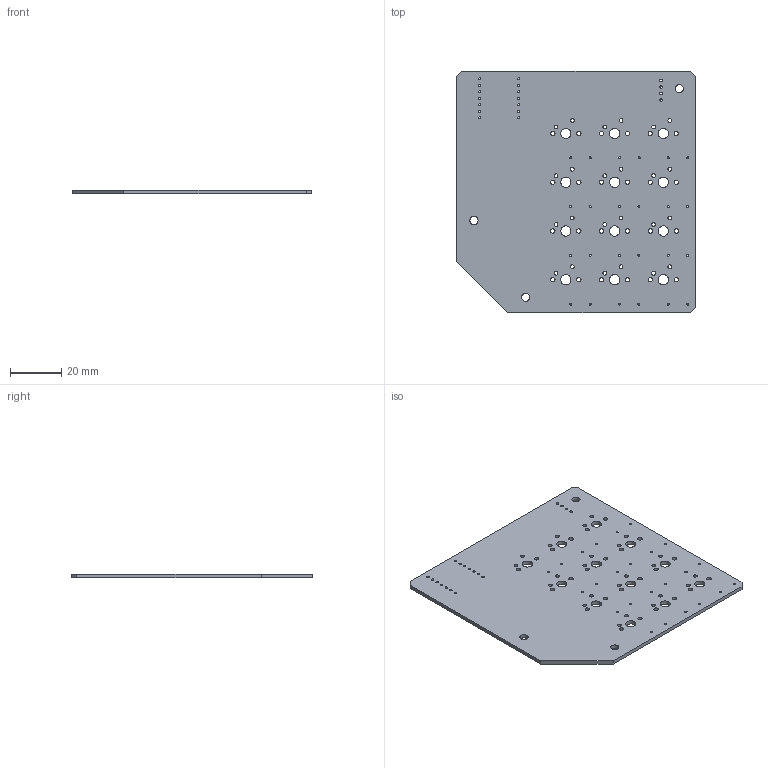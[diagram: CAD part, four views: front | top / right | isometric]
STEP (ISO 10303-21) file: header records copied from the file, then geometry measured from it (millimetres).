
FILE_DESCRIPTION(('KiCad electronic assembly'),'2;1');
FILE_NAME('RatPad.step','2025-12-29T16:12:46',('Pcbnew'),('Kicad'), 'Open CASCADE STEP processor 7.9','KiCad to STEP converter','Unknown' );
FILE_SCHEMA(('AUTOMOTIVE_DESIGN { 1 0 10303 214 1 1 1 1 }'));
Length unit declared in the file: millimetre
Products named in the file (2): RatPad 1; RatPad_PCB
Assembly tree (1 placements, depth 2):
  RatPad 1
    RatPad_PCB
Bounding box: 93.25 x 94.24 x 1.51 mm (x, y, z)
Volume: 12511.8 mm3; surface area: 17921.8 mm2
Topology: 1 solids, 1 shells, 115 faces, 339 edges, 226 vertices
Faces by surface type: cylinder 105, plane 10
Full cylindrical faces by diameter (mm): 0.8 x24, 0.889 x14, 1 x4, 1.5 x24, 1.7 x24, 3.2 x3, 4 x12
Entity records: 4420 total; most frequent: DIRECTION 783, CARTESIAN_POINT 682, ORIENTED_EDGE 678, EDGE_CURVE 339, AXIS2_PLACEMENT_3D 327, FACE_BOUND 325, EDGE_LOOP 325, VERTEX_POINT 226
